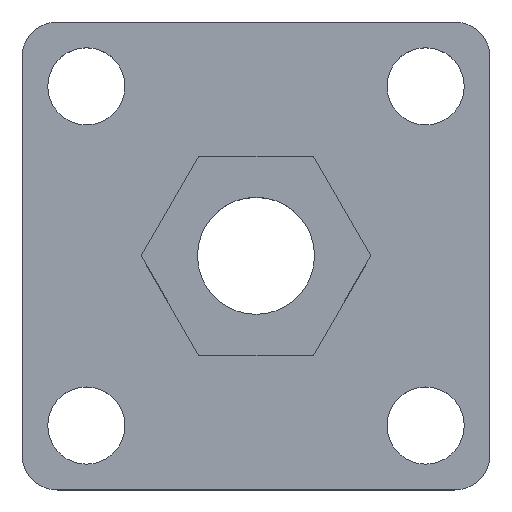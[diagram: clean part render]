
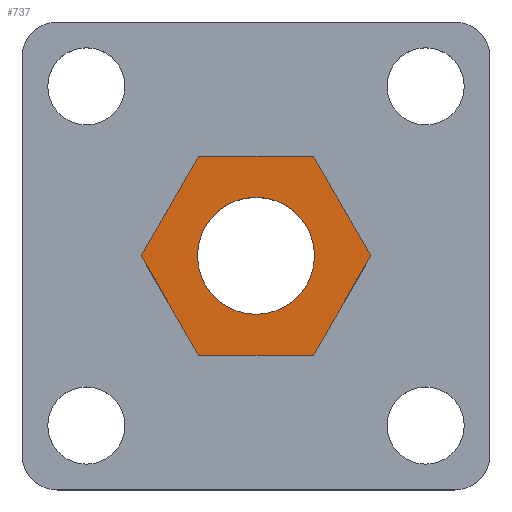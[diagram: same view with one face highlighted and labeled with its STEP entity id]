
A CAD part, top view. The second image highlights one B-rep face of the part: STEP entity #737.
In plain terms, the highlighted planar face has unit normal (0, 0, 1).
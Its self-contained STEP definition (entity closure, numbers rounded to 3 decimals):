
#7 = EDGE_LOOP ( 'NONE', ( #321, #175, #110, #102, #204, #373 ) ) ;
#14 = FACE_BOUND ( 'NONE', #460, .T. ) ;
#22 = AXIS2_PLACEMENT_3D ( 'NONE', #825, #743, #54 ) ;
#33 = DIRECTION ( 'NONE',  ( 1., 0., 0. ) ) ;
#48 = VERTEX_POINT ( 'NONE', #736 ) ;
#54 = DIRECTION ( 'NONE',  ( 1., 0., 0. ) ) ;
#66 = LINE ( 'NONE', #987, #234 ) ;
#67 = EDGE_CURVE ( 'NONE', #662, #335, #913, .T. ) ;
#73 = CIRCLE ( 'NONE', #22, 5. ) ;
#95 = VERTEX_POINT ( 'NONE', #634 ) ;
#100 = CARTESIAN_POINT ( 'NONE',  ( -9.815, 0., 12. ) ) ;
#102 = ORIENTED_EDGE ( 'NONE', *, *, #216, .T. ) ;
#108 = CARTESIAN_POINT ( 'NONE',  ( 4.907, -8.5, 12. ) ) ;
#110 = ORIENTED_EDGE ( 'NONE', *, *, #67, .T. ) ;
#118 = CARTESIAN_POINT ( 'NONE',  ( 4.907, -8.5, 12. ) ) ;
#123 = AXIS2_PLACEMENT_3D ( 'NONE', #612, #912, #771 ) ;
#155 = VECTOR ( 'NONE', #33, 1000. ) ;
#175 = ORIENTED_EDGE ( 'NONE', *, *, #749, .T. ) ;
#185 = AXIS2_PLACEMENT_3D ( 'NONE', #949, #563, #263 ) ;
#204 = ORIENTED_EDGE ( 'NONE', *, *, #501, .T. ) ;
#207 = VECTOR ( 'NONE', #694, 1000. ) ;
#216 = EDGE_CURVE ( 'NONE', #335, #804, #240, .T. ) ;
#234 = VECTOR ( 'NONE', #761, 1000. ) ;
#240 = LINE ( 'NONE', #246, #207 ) ;
#246 = CARTESIAN_POINT ( 'NONE',  ( 4.907, 8.5, 12. ) ) ;
#263 = DIRECTION ( 'NONE',  ( 1., 0., 0. ) ) ;
#315 = VERTEX_POINT ( 'NONE', #655 ) ;
#321 = ORIENTED_EDGE ( 'NONE', *, *, #603, .T. ) ;
#335 = VERTEX_POINT ( 'NONE', #579 ) ;
#373 = ORIENTED_EDGE ( 'NONE', *, *, #651, .T. ) ;
#391 = VERTEX_POINT ( 'NONE', #907 ) ;
#402 = CARTESIAN_POINT ( 'NONE',  ( 9.815, 0., 12. ) ) ;
#410 = PLANE ( 'NONE',  #185 ) ;
#415 = CARTESIAN_POINT ( 'NONE',  ( -4.907, -8.5, 12. ) ) ;
#426 = FACE_OUTER_BOUND ( 'NONE', #7, .T. ) ;
#437 = DIRECTION ( 'NONE',  ( 0.5, 0.866, 0. ) ) ;
#460 = EDGE_LOOP ( 'NONE', ( #929, #635 ) ) ;
#469 = CIRCLE ( 'NONE', #123, 5. ) ;
#477 = DIRECTION ( 'NONE',  ( -0.5, 0.866, 0. ) ) ;
#487 = LINE ( 'NONE', #415, #155 ) ;
#501 = EDGE_CURVE ( 'NONE', #804, #48, #66, .T. ) ;
#563 = DIRECTION ( 'NONE',  ( 0., 0., 1. ) ) ;
#570 = CARTESIAN_POINT ( 'NONE',  ( 9.815, 0., 12. ) ) ;
#579 = CARTESIAN_POINT ( 'NONE',  ( 4.907, 8.5, 12. ) ) ;
#603 = EDGE_CURVE ( 'NONE', #315, #732, #487, .T. ) ;
#608 = VECTOR ( 'NONE', #641, 1000. ) ;
#612 = CARTESIAN_POINT ( 'NONE',  ( 0., 0., 12. ) ) ;
#633 = VECTOR ( 'NONE', #477, 1000. ) ;
#634 = CARTESIAN_POINT ( 'NONE',  ( -5., 0., 12. ) ) ;
#635 = ORIENTED_EDGE ( 'NONE', *, *, #991, .F. ) ;
#641 = DIRECTION ( 'NONE',  ( 0.5, -0.866, 0. ) ) ;
#650 = LINE ( 'NONE', #100, #608 ) ;
#651 = EDGE_CURVE ( 'NONE', #48, #315, #650, .T. ) ;
#655 = CARTESIAN_POINT ( 'NONE',  ( -4.907, -8.5, 12. ) ) ;
#662 = VERTEX_POINT ( 'NONE', #570 ) ;
#694 = DIRECTION ( 'NONE',  ( -1., 0., 0. ) ) ;
#732 = VERTEX_POINT ( 'NONE', #108 ) ;
#736 = CARTESIAN_POINT ( 'NONE',  ( -9.815, 0., 12. ) ) ;
#737 = ADVANCED_FACE ( 'NONE', ( #426, #14 ), #410, .T. ) ;
#743 = DIRECTION ( 'NONE',  ( 0., 0., 1. ) ) ;
#749 = EDGE_CURVE ( 'NONE', #732, #662, #820, .T. ) ;
#761 = DIRECTION ( 'NONE',  ( -0.5, -0.866, 0. ) ) ;
#771 = DIRECTION ( 'NONE',  ( 1., 0., 0. ) ) ;
#804 = VERTEX_POINT ( 'NONE', #886 ) ;
#820 = LINE ( 'NONE', #118, #875 ) ;
#825 = CARTESIAN_POINT ( 'NONE',  ( 0., 0., 12. ) ) ;
#863 = EDGE_CURVE ( 'NONE', #95, #391, #73, .T. ) ;
#875 = VECTOR ( 'NONE', #437, 1000. ) ;
#886 = CARTESIAN_POINT ( 'NONE',  ( -4.907, 8.5, 12. ) ) ;
#907 = CARTESIAN_POINT ( 'NONE',  ( 5., 0., 12. ) ) ;
#912 = DIRECTION ( 'NONE',  ( 0., 0., 1. ) ) ;
#913 = LINE ( 'NONE', #402, #633 ) ;
#929 = ORIENTED_EDGE ( 'NONE', *, *, #863, .F. ) ;
#949 = CARTESIAN_POINT ( 'NONE',  ( 0., 0., 12. ) ) ;
#987 = CARTESIAN_POINT ( 'NONE',  ( -4.907, 8.5, 12. ) ) ;
#991 = EDGE_CURVE ( 'NONE', #391, #95, #469, .T. ) ;
